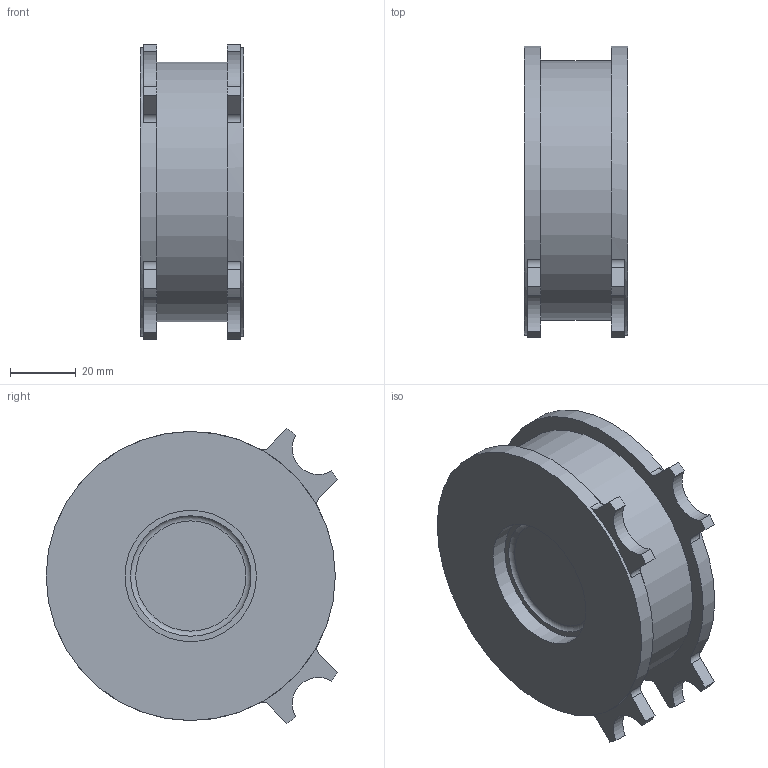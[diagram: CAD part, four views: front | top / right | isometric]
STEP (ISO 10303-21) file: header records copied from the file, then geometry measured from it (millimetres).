
FILE_DESCRIPTION(/* description */ ('Unknown'),/* implementation_level */ '2;1');
FILE_NAME(/* name */ 'WA-001-DN40',/* time_stamp */ '2024-07-23T09:56:13+08:00',/* author */ ('Unknown'),/* organization */ ('Unknown'),/* preprocessor_version */ 'ST-DEVELOPER v16.7',/* originating_system */ 'DEX',/* authorisation */ $);
FILE_SCHEMA (('AUTOMOTIVE_DESIGN {1 0 10303 214 3 1 1}'));
Length unit declared in the file: millimetre
Products named in the file (2): WA-001-DN40
Assembly tree (1 placements, depth 2):
  WA-001-DN40
    WA-001-DN40
Bounding box: 31.5 x 88.77 x 89.54 mm (x, y, z)
Volume: 82427.7 mm3; surface area: 37030.8 mm2
Topology: 1 solids, 1 shells, 85 faces, 218 edges, 145 vertices
Faces by surface type: plane 44, cylinder 34, torus 4, cone 2, bspline 1
Full cylindrical faces by diameter (mm): 15.663 x1, 27.023 x1, 40 x1, 50.325 x1, 68.563 x1, 78.99 x1, 88 x2
Entity records: 4717 total; most frequent: CARTESIAN_POINT 2569, DIRECTION 464, ORIENTED_EDGE 406, EDGE_CURVE 203, AXIS2_PLACEMENT_3D 183, VERTEX_POINT 142, EDGE_LOOP 115, FACE_BOUND 115
